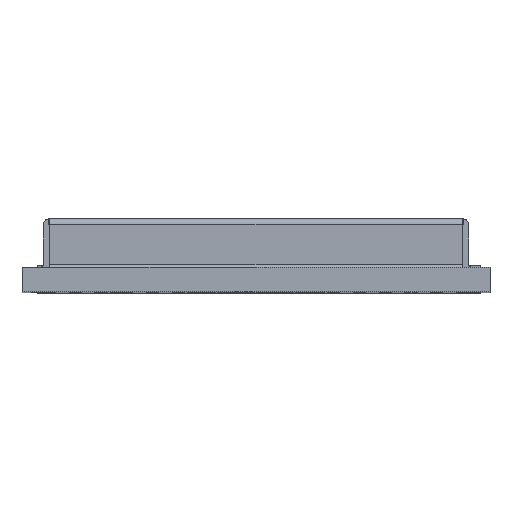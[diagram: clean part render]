
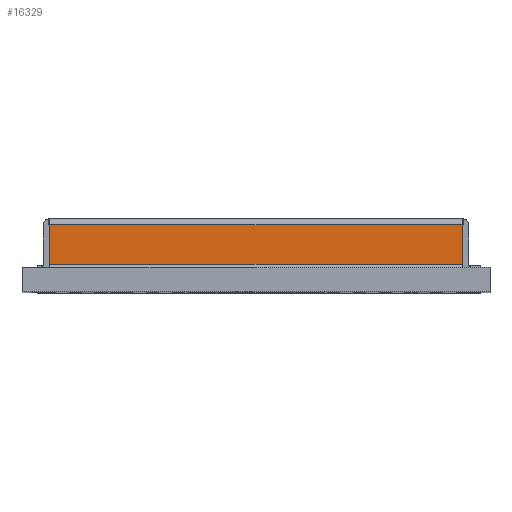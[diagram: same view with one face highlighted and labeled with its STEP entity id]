
A CAD part, top view. The second image highlights one B-rep face of the part: STEP entity #16329.
In plain terms, the highlighted planar face has unit normal (0, 0, 1).
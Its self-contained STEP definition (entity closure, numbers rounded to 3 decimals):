
#365=FACE_OUTER_BOUND('',#967,.T.);
#967=EDGE_LOOP('',(#12313,#12314,#12315,#12316));
#2986=LINE('',#25419,#5255);
#2991=LINE('',#25431,#5260);
#2994=LINE('',#25439,#5263);
#2995=LINE('',#25440,#5264);
#5255=VECTOR('',#19017,1000.);
#5260=VECTOR('',#19028,1000.);
#5263=VECTOR('',#19037,1000.);
#5264=VECTOR('',#19038,1000.);
#7632=VERTEX_POINT('',#25416);
#7633=VERTEX_POINT('',#25418);
#7636=VERTEX_POINT('',#25429);
#7637=VERTEX_POINT('',#25430);
#9736=EDGE_CURVE('',#7632,#7633,#2986,.T.);
#9742=EDGE_CURVE('',#7636,#7637,#2991,.T.);
#9747=EDGE_CURVE('',#7637,#7633,#2994,.T.);
#9748=EDGE_CURVE('',#7632,#7636,#2995,.T.);
#12313=ORIENTED_EDGE('',*,*,#9742,.T.);
#12314=ORIENTED_EDGE('',*,*,#9747,.T.);
#12315=ORIENTED_EDGE('',*,*,#9736,.F.);
#12316=ORIENTED_EDGE('',*,*,#9748,.T.);
#15383=PLANE('',#16858);
#16329=ADVANCED_FACE('',(#365),#15383,.F.);
#16858=AXIS2_PLACEMENT_3D('',#25438,#19035,#19036);
#19017=DIRECTION('',(0.,-1.,0.));
#19028=DIRECTION('',(0.,-1.,0.));
#19035=DIRECTION('center_axis',(0.,0.,-1.));
#19036=DIRECTION('ref_axis',(-1.,0.,0.));
#19037=DIRECTION('',(1.,0.,0.));
#19038=DIRECTION('',(-1.,0.,0.));
#25416=CARTESIAN_POINT('',(6.78,2.2,9.75));
#25418=CARTESIAN_POINT('',(6.78,0.9,9.75));
#25419=CARTESIAN_POINT('',(6.78,2.2,9.75));
#25429=CARTESIAN_POINT('',(-6.78,2.2,9.75));
#25430=CARTESIAN_POINT('',(-6.78,0.9,9.75));
#25431=CARTESIAN_POINT('',(-6.78,2.2,9.75));
#25438=CARTESIAN_POINT('Origin',(-6.78,2.2,9.75));
#25439=CARTESIAN_POINT('',(6.78,0.9,9.75));
#25440=CARTESIAN_POINT('',(-6.78,2.2,9.75));
